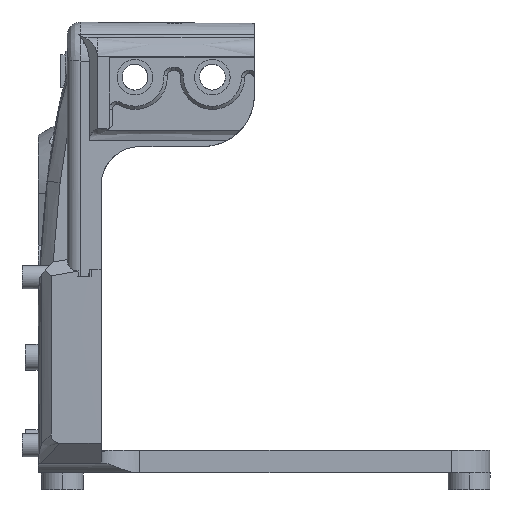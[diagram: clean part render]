
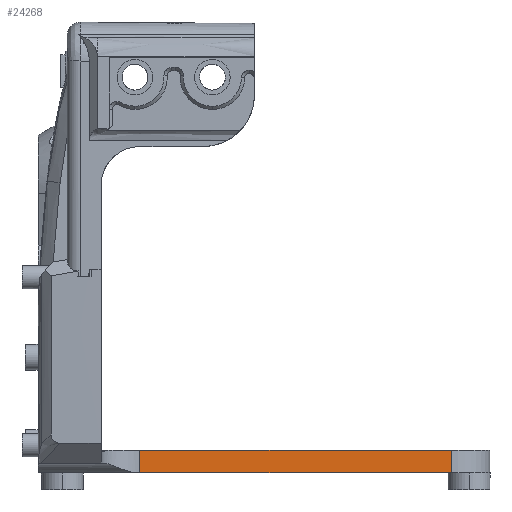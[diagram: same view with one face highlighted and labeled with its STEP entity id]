
A CAD part, left-side view. The second image highlights one B-rep face of the part: STEP entity #24268.
In plain terms, the highlighted planar face has unit normal (-1, 0, 0).
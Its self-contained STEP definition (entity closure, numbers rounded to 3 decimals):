
#310 = ORIENTED_EDGE ( 'NONE', *, *, #12864, .F. ) ;
#627 = EDGE_CURVE ( 'NONE', #25942, #11826, #21230, .T. ) ;
#929 = CARTESIAN_POINT ( 'NONE',  ( -28., 21., -33.814 ) ) ;
#951 = ORIENTED_EDGE ( 'NONE', *, *, #22829, .T. ) ;
#2887 = CARTESIAN_POINT ( 'NONE',  ( -28., 5.25, -35.814 ) ) ;
#3608 = VERTEX_POINT ( 'NONE', #14243 ) ;
#5381 = VERTEX_POINT ( 'NONE', #29856 ) ;
#6320 = VECTOR ( 'NONE', #28259, 1000. ) ;
#6395 = LINE ( 'NONE', #25727, #13730 ) ;
#7075 = AXIS2_PLACEMENT_3D ( 'NONE', #30176, #16958, #12005 ) ;
#8280 = LINE ( 'NONE', #18188, #6320 ) ;
#8679 = DIRECTION ( 'NONE',  ( 0., 1., 0. ) ) ;
#10021 = VECTOR ( 'NONE', #8679, 1000. ) ;
#11826 = VERTEX_POINT ( 'NONE', #29999 ) ;
#12005 = DIRECTION ( 'NONE',  ( 0., 0., -1. ) ) ;
#12864 = EDGE_CURVE ( 'NONE', #3608, #5381, #8280, .T. ) ;
#13730 = VECTOR ( 'NONE', #16934, 1000. ) ;
#14243 = CARTESIAN_POINT ( 'NONE',  ( -28., -43., -37.314 ) ) ;
#14818 = FACE_OUTER_BOUND ( 'NONE', #22285, .T. ) ;
#15735 = DIRECTION ( 'NONE',  ( 0., 0., -1. ) ) ;
#16934 = DIRECTION ( 'NONE',  ( 0., 0., 1. ) ) ;
#16958 = DIRECTION ( 'NONE',  ( 1., 0., 0. ) ) ;
#17046 = VECTOR ( 'NONE', #15735, 1000. ) ;
#17111 = EDGE_CURVE ( 'NONE', #3608, #25942, #6395, .T. ) ;
#18188 = CARTESIAN_POINT ( 'NONE',  ( -28., 21., -37.314 ) ) ;
#20542 = LINE ( 'NONE', #2887, #17046 ) ;
#21230 = LINE ( 'NONE', #929, #10021 ) ;
#22285 = EDGE_LOOP ( 'NONE', ( #951, #310, #28540, #31550 ) ) ;
#22829 = EDGE_CURVE ( 'NONE', #11826, #5381, #20542, .T. ) ;
#24268 = ADVANCED_FACE ( 'NONE', ( #14818 ), #27526, .F. ) ;
#25727 = CARTESIAN_POINT ( 'NONE',  ( -28., -43., -37.314 ) ) ;
#25942 = VERTEX_POINT ( 'NONE', #29407 ) ;
#27526 = PLANE ( 'NONE',  #7075 ) ;
#28259 = DIRECTION ( 'NONE',  ( 0., 1., 0. ) ) ;
#28540 = ORIENTED_EDGE ( 'NONE', *, *, #17111, .T. ) ;
#29407 = CARTESIAN_POINT ( 'NONE',  ( -28., -43., -33.814 ) ) ;
#29856 = CARTESIAN_POINT ( 'NONE',  ( -28., 5.25, -37.314 ) ) ;
#29999 = CARTESIAN_POINT ( 'NONE',  ( -28., 5.25, -33.814 ) ) ;
#30176 = CARTESIAN_POINT ( 'NONE',  ( -28., 21., -37.314 ) ) ;
#31550 = ORIENTED_EDGE ( 'NONE', *, *, #627, .T. ) ;
